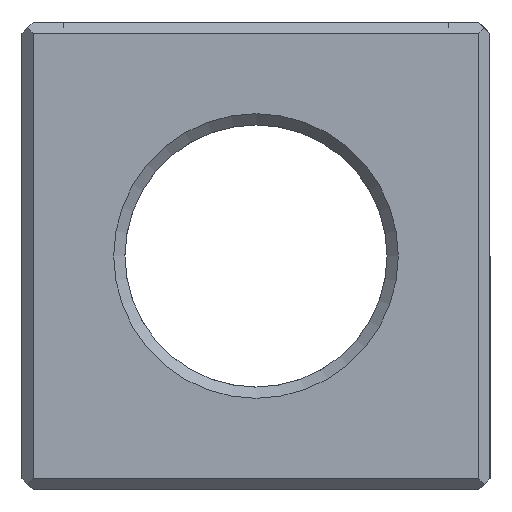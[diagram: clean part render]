
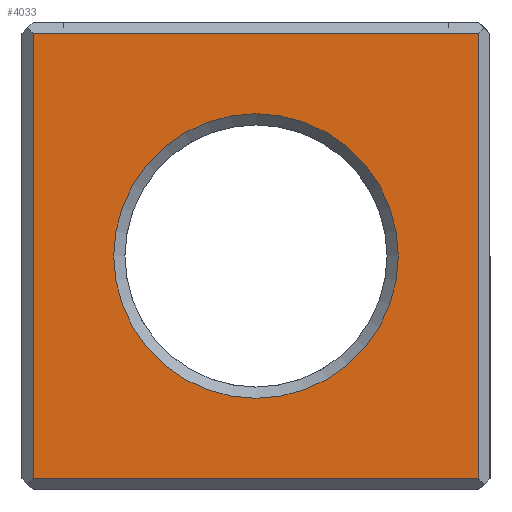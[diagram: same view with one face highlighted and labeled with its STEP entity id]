
A CAD part, left-side view. The second image highlights one B-rep face of the part: STEP entity #4033.
In plain terms, the highlighted planar face has unit normal (-1, 0, 0).
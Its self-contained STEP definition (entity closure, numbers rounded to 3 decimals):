
#72 = PLANE('',#73);
#73 = AXIS2_PLACEMENT_3D('',#74,#75,#76);
#74 = CARTESIAN_POINT('',(0.,0.,0.3));
#75 = DIRECTION('',(-0.707,0.,-0.707)
  );
#76 = DIRECTION('',(0.707,0.,-0.707));
#852 = PLANE('',#853);
#853 = AXIS2_PLACEMENT_3D('',#854,#855,#856);
#854 = CARTESIAN_POINT('',(0.3,12.5,0.));
#855 = DIRECTION('',(0.707,-0.707,0.));
#856 = DIRECTION('',(-0.707,-0.707,0.));
#1083 = PLANE('',#1084);
#1084 = AXIS2_PLACEMENT_3D('',#1085,#1086,#1087);
#1085 = CARTESIAN_POINT('',(0.3,0.,0.));
#1086 = DIRECTION('',(-0.707,-0.707,0.));
#1087 = DIRECTION('',(-0.707,0.707,0.));
#1151 = VERTEX_POINT('',#1152);
#1152 = CARTESIAN_POINT('',(0.,0.3,0.3));
#1173 = EDGE_CURVE('',#1151,#1174,#1176,.T.);
#1174 = VERTEX_POINT('',#1175);
#1175 = CARTESIAN_POINT('',(0.,12.2,0.3));
#1176 = SURFACE_CURVE('',#1177,(#1181,#1188),.PCURVE_S1.);
#1177 = LINE('',#1178,#1179);
#1178 = CARTESIAN_POINT('',(0.,0.,0.3));
#1179 = VECTOR('',#1180,1.);
#1180 = DIRECTION('',(0.,1.,0.));
#1181 = PCURVE('',#72,#1182);
#1182 = DEFINITIONAL_REPRESENTATION('',(#1183),#1187);
#1183 = LINE('',#1184,#1185);
#1184 = CARTESIAN_POINT('',(0.,0.));
#1185 = VECTOR('',#1186,1.);
#1186 = DIRECTION('',(0.,-1.));
#1187 = ( GEOMETRIC_REPRESENTATION_CONTEXT(2) 
PARAMETRIC_REPRESENTATION_CONTEXT() REPRESENTATION_CONTEXT('2D SPACE',''
  ) );
#1188 = PCURVE('',#1189,#1194);
#1189 = PLANE('',#1190);
#1190 = AXIS2_PLACEMENT_3D('',#1191,#1192,#1193);
#1191 = CARTESIAN_POINT('',(0.,12.5,0.));
#1192 = DIRECTION('',(1.,0.,0.));
#1193 = DIRECTION('',(0.,-1.,0.));
#1194 = DEFINITIONAL_REPRESENTATION('',(#1195),#1199);
#1195 = LINE('',#1196,#1197);
#1196 = CARTESIAN_POINT('',(12.5,-0.3));
#1197 = VECTOR('',#1198,1.);
#1198 = DIRECTION('',(-1.,0.));
#1199 = ( GEOMETRIC_REPRESENTATION_CONTEXT(2) 
PARAMETRIC_REPRESENTATION_CONTEXT() REPRESENTATION_CONTEXT('2D SPACE',''
  ) );
#3040 = VERTEX_POINT('',#3041);
#3041 = CARTESIAN_POINT('',(0.,12.2,12.2));
#3055 = PLANE('',#3056);
#3056 = AXIS2_PLACEMENT_3D('',#3057,#3058,#3059);
#3057 = CARTESIAN_POINT('',(0.3,0.,12.5));
#3058 = DIRECTION('',(-0.707,0.,0.707
    ));
#3059 = DIRECTION('',(-0.707,0.,-0.707
    ));
#3067 = EDGE_CURVE('',#1174,#3040,#3068,.T.);
#3068 = SURFACE_CURVE('',#3069,(#3073,#3080),.PCURVE_S1.);
#3069 = LINE('',#3070,#3071);
#3070 = CARTESIAN_POINT('',(0.,12.2,0.));
#3071 = VECTOR('',#3072,1.);
#3072 = DIRECTION('',(0.,0.,1.));
#3073 = PCURVE('',#852,#3074);
#3074 = DEFINITIONAL_REPRESENTATION('',(#3075),#3079);
#3075 = LINE('',#3076,#3077);
#3076 = CARTESIAN_POINT('',(0.424,0.));
#3077 = VECTOR('',#3078,1.);
#3078 = DIRECTION('',(0.,-1.));
#3079 = ( GEOMETRIC_REPRESENTATION_CONTEXT(2) 
PARAMETRIC_REPRESENTATION_CONTEXT() REPRESENTATION_CONTEXT('2D SPACE',''
  ) );
#3080 = PCURVE('',#1189,#3081);
#3081 = DEFINITIONAL_REPRESENTATION('',(#3082),#3086);
#3082 = LINE('',#3083,#3084);
#3083 = CARTESIAN_POINT('',(0.3,0.));
#3084 = VECTOR('',#3085,1.);
#3085 = DIRECTION('',(0.,-1.));
#3086 = ( GEOMETRIC_REPRESENTATION_CONTEXT(2) 
PARAMETRIC_REPRESENTATION_CONTEXT() REPRESENTATION_CONTEXT('2D SPACE',''
  ) );
#3990 = VERTEX_POINT('',#3991);
#3991 = CARTESIAN_POINT('',(0.,0.3,12.2));
#4012 = EDGE_CURVE('',#1151,#3990,#4013,.T.);
#4013 = SURFACE_CURVE('',#4014,(#4018,#4025),.PCURVE_S1.);
#4014 = LINE('',#4015,#4016);
#4015 = CARTESIAN_POINT('',(0.,0.3,0.));
#4016 = VECTOR('',#4017,1.);
#4017 = DIRECTION('',(0.,0.,1.));
#4018 = PCURVE('',#1083,#4019);
#4019 = DEFINITIONAL_REPRESENTATION('',(#4020),#4024);
#4020 = LINE('',#4021,#4022);
#4021 = CARTESIAN_POINT('',(0.424,0.));
#4022 = VECTOR('',#4023,1.);
#4023 = DIRECTION('',(0.,-1.));
#4024 = ( GEOMETRIC_REPRESENTATION_CONTEXT(2) 
PARAMETRIC_REPRESENTATION_CONTEXT() REPRESENTATION_CONTEXT('2D SPACE',''
  ) );
#4025 = PCURVE('',#1189,#4026);
#4026 = DEFINITIONAL_REPRESENTATION('',(#4027),#4031);
#4027 = LINE('',#4028,#4029);
#4028 = CARTESIAN_POINT('',(12.2,0.));
#4029 = VECTOR('',#4030,1.);
#4030 = DIRECTION('',(0.,-1.));
#4031 = ( GEOMETRIC_REPRESENTATION_CONTEXT(2) 
PARAMETRIC_REPRESENTATION_CONTEXT() REPRESENTATION_CONTEXT('2D SPACE',''
  ) );
#4033 = ADVANCED_FACE('',(#4034,#4060),#1189,.F.);
#4034 = FACE_BOUND('',#4035,.F.);
#4035 = EDGE_LOOP('',(#4036,#4037,#4038,#4039));
#4036 = ORIENTED_EDGE('',*,*,#4012,.F.);
#4037 = ORIENTED_EDGE('',*,*,#1173,.T.);
#4038 = ORIENTED_EDGE('',*,*,#3067,.T.);
#4039 = ORIENTED_EDGE('',*,*,#4040,.F.);
#4040 = EDGE_CURVE('',#3990,#3040,#4041,.T.);
#4041 = SURFACE_CURVE('',#4042,(#4046,#4053),.PCURVE_S1.);
#4042 = LINE('',#4043,#4044);
#4043 = CARTESIAN_POINT('',(0.,0.,12.2));
#4044 = VECTOR('',#4045,1.);
#4045 = DIRECTION('',(0.,1.,0.));
#4046 = PCURVE('',#1189,#4047);
#4047 = DEFINITIONAL_REPRESENTATION('',(#4048),#4052);
#4048 = LINE('',#4049,#4050);
#4049 = CARTESIAN_POINT('',(12.5,-12.2));
#4050 = VECTOR('',#4051,1.);
#4051 = DIRECTION('',(-1.,0.));
#4052 = ( GEOMETRIC_REPRESENTATION_CONTEXT(2) 
PARAMETRIC_REPRESENTATION_CONTEXT() REPRESENTATION_CONTEXT('2D SPACE',''
  ) );
#4053 = PCURVE('',#3055,#4054);
#4054 = DEFINITIONAL_REPRESENTATION('',(#4055),#4059);
#4055 = LINE('',#4056,#4057);
#4056 = CARTESIAN_POINT('',(0.424,0.));
#4057 = VECTOR('',#4058,1.);
#4058 = DIRECTION('',(0.,-1.));
#4059 = ( GEOMETRIC_REPRESENTATION_CONTEXT(2) 
PARAMETRIC_REPRESENTATION_CONTEXT() REPRESENTATION_CONTEXT('2D SPACE',''
  ) );
#4060 = FACE_BOUND('',#4061,.F.);
#4061 = EDGE_LOOP('',(#4062));
#4062 = ORIENTED_EDGE('',*,*,#4063,.T.);
#4063 = EDGE_CURVE('',#4064,#4064,#4066,.T.);
#4064 = VERTEX_POINT('',#4065);
#4065 = CARTESIAN_POINT('',(0.,2.45,6.25));
#4066 = SURFACE_CURVE('',#4067,(#4072,#4083),.PCURVE_S1.);
#4067 = CIRCLE('',#4068,3.8);
#4068 = AXIS2_PLACEMENT_3D('',#4069,#4070,#4071);
#4069 = CARTESIAN_POINT('',(0.,6.25,6.25));
#4070 = DIRECTION('',(-1.,0.,0.));
#4071 = DIRECTION('',(0.,-1.,0.));
#4072 = PCURVE('',#1189,#4073);
#4073 = DEFINITIONAL_REPRESENTATION('',(#4074),#4082);
#4074 = ( BOUNDED_CURVE() B_SPLINE_CURVE(2,(#4075,#4076,#4077,#4078,
#4079,#4080,#4081),.UNSPECIFIED.,.T.,.F.) B_SPLINE_CURVE_WITH_KNOTS((1,2
    ,2,2,2,1),(-2.094,0.,2.094,4.189,
6.283,8.378),.UNSPECIFIED.) CURVE() 
GEOMETRIC_REPRESENTATION_ITEM() RATIONAL_B_SPLINE_CURVE((1.,0.5,1.,0.5,
1.,0.5,1.)) REPRESENTATION_ITEM('') );
#4075 = CARTESIAN_POINT('',(10.05,-6.25));
#4076 = CARTESIAN_POINT('',(10.05,-12.832));
#4077 = CARTESIAN_POINT('',(4.35,-9.541));
#4078 = CARTESIAN_POINT('',(-1.35,-6.25));
#4079 = CARTESIAN_POINT('',(4.35,-2.959));
#4080 = CARTESIAN_POINT('',(10.05,0.332));
#4081 = CARTESIAN_POINT('',(10.05,-6.25));
#4082 = ( GEOMETRIC_REPRESENTATION_CONTEXT(2) 
PARAMETRIC_REPRESENTATION_CONTEXT() REPRESENTATION_CONTEXT('2D SPACE',''
  ) );
#4083 = PCURVE('',#4084,#4089);
#4084 = CONICAL_SURFACE('',#4085,3.5,0.785);
#4085 = AXIS2_PLACEMENT_3D('',#4086,#4087,#4088);
#4086 = CARTESIAN_POINT('',(0.3,6.25,6.25));
#4087 = DIRECTION('',(-1.,-0.,-0.));
#4088 = DIRECTION('',(0.,-1.,0.));
#4089 = DEFINITIONAL_REPRESENTATION('',(#4090),#4094);
#4090 = LINE('',#4091,#4092);
#4091 = CARTESIAN_POINT('',(0.,0.3));
#4092 = VECTOR('',#4093,1.);
#4093 = DIRECTION('',(1.,0.));
#4094 = ( GEOMETRIC_REPRESENTATION_CONTEXT(2) 
PARAMETRIC_REPRESENTATION_CONTEXT() REPRESENTATION_CONTEXT('2D SPACE',''
  ) );
